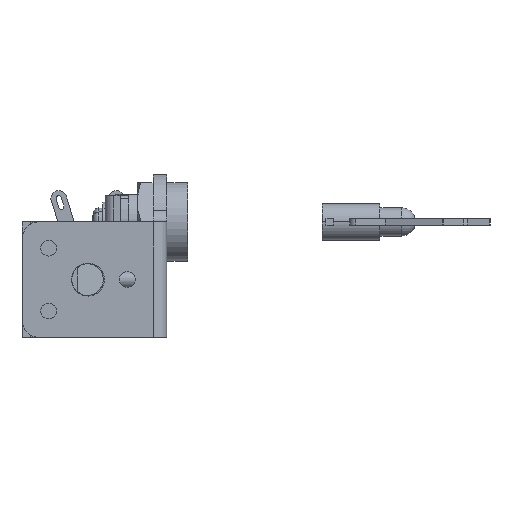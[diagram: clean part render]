
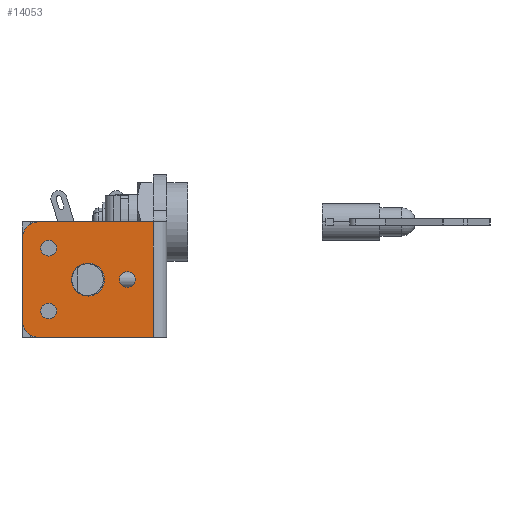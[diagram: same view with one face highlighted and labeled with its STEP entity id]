
A CAD part, left-side view. The second image highlights one B-rep face of the part: STEP entity #14053.
In plain terms, the highlighted planar face has unit normal (-1, 0, 0).
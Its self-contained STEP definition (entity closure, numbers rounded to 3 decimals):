
#2 = EDGE_LOOP ( 'NONE', ( #7727, #4241, #1614, #7958, #6846, #14465 ) ) ;
#235 = CIRCLE ( 'NONE', #12514, 3.15 ) ;
#474 = VERTEX_POINT ( 'NONE', #13422 ) ;
#755 = VERTEX_POINT ( 'NONE', #13536 ) ;
#889 = LINE ( 'NONE', #15115, #3766 ) ;
#1022 = CARTESIAN_POINT ( 'NONE',  ( -15., 22.5, -6.5 ) ) ;
#1028 = CARTESIAN_POINT ( 'NONE',  ( -15., 27.5, 0. ) ) ;
#1262 = CARTESIAN_POINT ( 'NONE',  ( -15., 2.6, 0. ) ) ;
#1339 = CARTESIAN_POINT ( 'NONE',  ( -15., 27.5, -19. ) ) ;
#1394 = EDGE_CURVE ( 'NONE', #10486, #10841, #13547, .T. ) ;
#1473 = CARTESIAN_POINT ( 'NONE',  ( -15., 22.5, -18.5 ) ) ;
#1499 = EDGE_CURVE ( 'NONE', #10486, #8461, #15250, .T. ) ;
#1602 = CARTESIAN_POINT ( 'NONE',  ( -15., 15., -11. ) ) ;
#1614 = ORIENTED_EDGE ( 'NONE', *, *, #3929, .F. ) ;
#1619 = VECTOR ( 'NONE', #2492, 1000. ) ;
#1910 = EDGE_LOOP ( 'NONE', ( #10206, #2734 ) ) ;
#1939 = DIRECTION ( 'NONE',  ( 1., 0., 0. ) ) ;
#2337 = AXIS2_PLACEMENT_3D ( 'NONE', #5516, #14126, #6778 ) ;
#2400 = EDGE_CURVE ( 'NONE', #5420, #8461, #12191, .T. ) ;
#2475 = EDGE_CURVE ( 'NONE', #10841, #474, #9654, .T. ) ;
#2492 = DIRECTION ( 'NONE',  ( 0., 0., 1. ) ) ;
#2527 = VECTOR ( 'NONE', #8437, 1000. ) ;
#2647 = AXIS2_PLACEMENT_3D ( 'NONE', #9364, #1939, #10590 ) ;
#2734 = ORIENTED_EDGE ( 'NONE', *, *, #9992, .F. ) ;
#2811 = FACE_OUTER_BOUND ( 'NONE', #2, .T. ) ;
#2833 = DIRECTION ( 'NONE',  ( 0., 0., 1. ) ) ;
#3002 = CIRCLE ( 'NONE', #5542, 1.5 ) ;
#3011 = ORIENTED_EDGE ( 'NONE', *, *, #7533, .F. ) ;
#3114 = PLANE ( 'NONE',  #2647 ) ;
#3171 = CARTESIAN_POINT ( 'NONE',  ( -15., 1000., -22. ) ) ;
#3241 = AXIS2_PLACEMENT_3D ( 'NONE', #3415, #12050, #4661 ) ;
#3415 = CARTESIAN_POINT ( 'NONE',  ( -15., 7.5, -11. ) ) ;
#3419 = EDGE_LOOP ( 'NONE', ( #14781, #11684 ) ) ;
#3495 = AXIS2_PLACEMENT_3D ( 'NONE', #4359, #12997, #5624 ) ;
#3557 = EDGE_CURVE ( 'NONE', #14603, #11143, #3002, .T. ) ;
#3700 = EDGE_LOOP ( 'NONE', ( #3011, #7707 ) ) ;
#3766 = VECTOR ( 'NONE', #6546, 1000. ) ;
#3879 = CARTESIAN_POINT ( 'NONE',  ( -15., 22.5, -17. ) ) ;
#3929 = EDGE_CURVE ( 'NONE', #5420, #8505, #889, .T. ) ;
#4241 = ORIENTED_EDGE ( 'NONE', *, *, #7226, .T. ) ;
#4359 = CARTESIAN_POINT ( 'NONE',  ( -15., 7.5, -11. ) ) ;
#4389 = AXIS2_PLACEMENT_3D ( 'NONE', #4459, #13104, #5737 ) ;
#4459 = CARTESIAN_POINT ( 'NONE',  ( -15., 24.5, -19. ) ) ;
#4613 = AXIS2_PLACEMENT_3D ( 'NONE', #12635, #5261, #13881 ) ;
#4660 = DIRECTION ( 'NONE',  ( -1., 0., 0. ) ) ;
#4661 = DIRECTION ( 'NONE',  ( 0., 0., 1. ) ) ;
#5148 = DIRECTION ( 'NONE',  ( 0., 0., 1. ) ) ;
#5261 = DIRECTION ( 'NONE',  ( -1., 0., 0. ) ) ;
#5420 = VERTEX_POINT ( 'NONE', #11017 ) ;
#5516 = CARTESIAN_POINT ( 'NONE',  ( -15., 24.5, -3. ) ) ;
#5542 = AXIS2_PLACEMENT_3D ( 'NONE', #3879, #12525, #5148 ) ;
#5613 = CARTESIAN_POINT ( 'NONE',  ( -15., 22.5, -15.5 ) ) ;
#5624 = DIRECTION ( 'NONE',  ( 0., 0., 1. ) ) ;
#5628 = VERTEX_POINT ( 'NONE', #12704 ) ;
#5720 = CARTESIAN_POINT ( 'NONE',  ( -15., 27.5, -3. ) ) ;
#5737 = DIRECTION ( 'NONE',  ( 0., 0., 1. ) ) ;
#5746 = FACE_BOUND ( 'NONE', #1910, .T. ) ;
#6002 = EDGE_CURVE ( 'NONE', #12695, #15108, #9347, .T. ) ;
#6148 = FACE_BOUND ( 'NONE', #13421, .T. ) ;
#6288 = DIRECTION ( 'NONE',  ( -1., 0., 0. ) ) ;
#6325 = CARTESIAN_POINT ( 'NONE',  ( -15., 22.5, -5. ) ) ;
#6373 = VECTOR ( 'NONE', #11811, 1000. ) ;
#6546 = DIRECTION ( 'NONE',  ( 0., -1., 0. ) ) ;
#6778 = DIRECTION ( 'NONE',  ( 0., 0., 1. ) ) ;
#6846 = ORIENTED_EDGE ( 'NONE', *, *, #1499, .F. ) ;
#7021 = CARTESIAN_POINT ( 'NONE',  ( -15., 2.6, 0. ) ) ;
#7226 = EDGE_CURVE ( 'NONE', #474, #8505, #11470, .T. ) ;
#7533 = EDGE_CURVE ( 'NONE', #755, #8470, #14159, .T. ) ;
#7555 = DIRECTION ( 'NONE',  ( 0., 0., 1. ) ) ;
#7707 = ORIENTED_EDGE ( 'NONE', *, *, #14321, .F. ) ;
#7727 = ORIENTED_EDGE ( 'NONE', *, *, #2475, .T. ) ;
#7958 = ORIENTED_EDGE ( 'NONE', *, *, #2400, .T. ) ;
#8266 = EDGE_CURVE ( 'NONE', #11827, #5628, #235, .T. ) ;
#8437 = DIRECTION ( 'NONE',  ( 0., 0., 1. ) ) ;
#8461 = VERTEX_POINT ( 'NONE', #5720 ) ;
#8470 = VERTEX_POINT ( 'NONE', #13092 ) ;
#8505 = VERTEX_POINT ( 'NONE', #7021 ) ;
#8844 = CIRCLE ( 'NONE', #4613, 1.5 ) ;
#9021 = FACE_BOUND ( 'NONE', #3700, .T. ) ;
#9347 = CIRCLE ( 'NONE', #15698, 1.5 ) ;
#9364 = CARTESIAN_POINT ( 'NONE',  ( -15., 1000., -22. ) ) ;
#9480 = CARTESIAN_POINT ( 'NONE',  ( -15., 24.5, -22. ) ) ;
#9654 = LINE ( 'NONE', #3171, #6373 ) ;
#9992 = EDGE_CURVE ( 'NONE', #5628, #11827, #12145, .T. ) ;
#10001 = CIRCLE ( 'NONE', #13259, 1.5 ) ;
#10206 = ORIENTED_EDGE ( 'NONE', *, *, #8266, .F. ) ;
#10242 = DIRECTION ( 'NONE',  ( -1., 0., 0. ) ) ;
#10486 = VERTEX_POINT ( 'NONE', #1339 ) ;
#10553 = FACE_BOUND ( 'NONE', #3419, .T. ) ;
#10590 = DIRECTION ( 'NONE',  ( 0., 0., -1. ) ) ;
#10841 = VERTEX_POINT ( 'NONE', #9480 ) ;
#10893 = CIRCLE ( 'NONE', #3241, 1.5 ) ;
#10961 = EDGE_CURVE ( 'NONE', #15108, #12695, #10001, .T. ) ;
#11017 = CARTESIAN_POINT ( 'NONE',  ( -15., 24.5, 0. ) ) ;
#11096 = ORIENTED_EDGE ( 'NONE', *, *, #6002, .F. ) ;
#11143 = VERTEX_POINT ( 'NONE', #1473 ) ;
#11470 = LINE ( 'NONE', #1262, #1619 ) ;
#11684 = ORIENTED_EDGE ( 'NONE', *, *, #13902, .F. ) ;
#11811 = DIRECTION ( 'NONE',  ( 0., -1., 0. ) ) ;
#11827 = VERTEX_POINT ( 'NONE', #12803 ) ;
#12048 = CARTESIAN_POINT ( 'NONE',  ( -15., 22.5, -5. ) ) ;
#12050 = DIRECTION ( 'NONE',  ( -1., 0., 0. ) ) ;
#12145 = CIRCLE ( 'NONE', #15624, 3.15 ) ;
#12191 = CIRCLE ( 'NONE', #2337, 3. ) ;
#12514 = AXIS2_PLACEMENT_3D ( 'NONE', #1602, #10242, #2833 ) ;
#12525 = DIRECTION ( 'NONE',  ( -1., 0., 0. ) ) ;
#12635 = CARTESIAN_POINT ( 'NONE',  ( -15., 22.5, -17. ) ) ;
#12695 = VERTEX_POINT ( 'NONE', #14551 ) ;
#12704 = CARTESIAN_POINT ( 'NONE',  ( -15., 15., -14.15 ) ) ;
#12803 = CARTESIAN_POINT ( 'NONE',  ( -15., 15., -7.85 ) ) ;
#12997 = DIRECTION ( 'NONE',  ( -1., 0., 0. ) ) ;
#13092 = CARTESIAN_POINT ( 'NONE',  ( -15., 7.5, -12.5 ) ) ;
#13104 = DIRECTION ( 'NONE',  ( -1., 0., 0. ) ) ;
#13259 = AXIS2_PLACEMENT_3D ( 'NONE', #12048, #4660, #13296 ) ;
#13296 = DIRECTION ( 'NONE',  ( 0., 0., 1. ) ) ;
#13421 = EDGE_LOOP ( 'NONE', ( #11096, #15328 ) ) ;
#13422 = CARTESIAN_POINT ( 'NONE',  ( -15., 2.6, -22. ) ) ;
#13536 = CARTESIAN_POINT ( 'NONE',  ( -15., 7.5, -9.5 ) ) ;
#13547 = CIRCLE ( 'NONE', #4389, 3. ) ;
#13645 = CARTESIAN_POINT ( 'NONE',  ( -15., 15., -11. ) ) ;
#13881 = DIRECTION ( 'NONE',  ( 0., 0., 1. ) ) ;
#13902 = EDGE_CURVE ( 'NONE', #11143, #14603, #8844, .T. ) ;
#14053 = ADVANCED_FACE ( 'NONE', ( #2811, #10553, #6148, #9021, #5746 ), #3114, .F. ) ;
#14126 = DIRECTION ( 'NONE',  ( -1., 0., 0. ) ) ;
#14159 = CIRCLE ( 'NONE', #3495, 1.5 ) ;
#14321 = EDGE_CURVE ( 'NONE', #8470, #755, #10893, .T. ) ;
#14465 = ORIENTED_EDGE ( 'NONE', *, *, #1394, .T. ) ;
#14551 = CARTESIAN_POINT ( 'NONE',  ( -15., 22.5, -3.5 ) ) ;
#14603 = VERTEX_POINT ( 'NONE', #5613 ) ;
#14781 = ORIENTED_EDGE ( 'NONE', *, *, #3557, .F. ) ;
#14880 = DIRECTION ( 'NONE',  ( 0., 0., 1. ) ) ;
#14914 = DIRECTION ( 'NONE',  ( -1., 0., 0. ) ) ;
#15108 = VERTEX_POINT ( 'NONE', #1022 ) ;
#15115 = CARTESIAN_POINT ( 'NONE',  ( -15., 1000., 0. ) ) ;
#15250 = LINE ( 'NONE', #1028, #2527 ) ;
#15328 = ORIENTED_EDGE ( 'NONE', *, *, #10961, .F. ) ;
#15624 = AXIS2_PLACEMENT_3D ( 'NONE', #13645, #6288, #14880 ) ;
#15698 = AXIS2_PLACEMENT_3D ( 'NONE', #6325, #14914, #7555 ) ;
